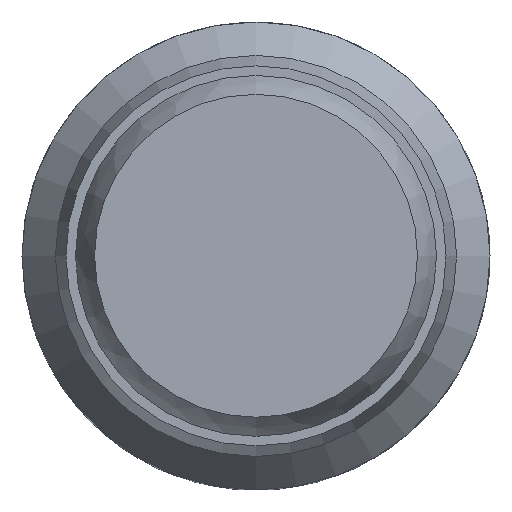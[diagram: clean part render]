
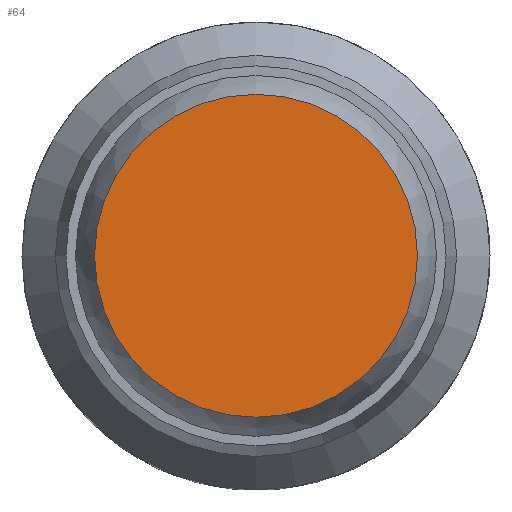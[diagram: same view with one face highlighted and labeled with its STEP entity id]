
A CAD part, top view. The second image highlights one B-rep face of the part: STEP entity #64.
In plain terms, the highlighted planar face has unit normal (0, 0, 1).
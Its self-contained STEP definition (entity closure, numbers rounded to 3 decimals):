
#64 = ADVANCED_FACE( '', ( #130 ), #131, .T. );
#130 = FACE_OUTER_BOUND( '', #187, .T. );
#131 = PLANE( '', #188 );
#187 = EDGE_LOOP( '', ( #282 ) );
#188 = AXIS2_PLACEMENT_3D( '', #283, #284, #285 );
#282 = ORIENTED_EDGE( '', *, *, #318, .T. );
#283 = CARTESIAN_POINT( '', ( 0., 0., 35. ) );
#284 = DIRECTION( '', ( 0., 0., 1. ) );
#285 = DIRECTION( '', ( 0., -1., 0. ) );
#318 = EDGE_CURVE( '', #367, #367, #368, .T. );
#367 = VERTEX_POINT( '', #425 );
#368 = CIRCLE( '', #426, 17.25 );
#425 = CARTESIAN_POINT( '', ( 0., -17.25, 35. ) );
#426 = AXIS2_PLACEMENT_3D( '', #469, #470, #471 );
#469 = CARTESIAN_POINT( '', ( 0., 0., 35. ) );
#470 = DIRECTION( '', ( 0., 0., 1. ) );
#471 = DIRECTION( '', ( 0., -1., 0. ) );
